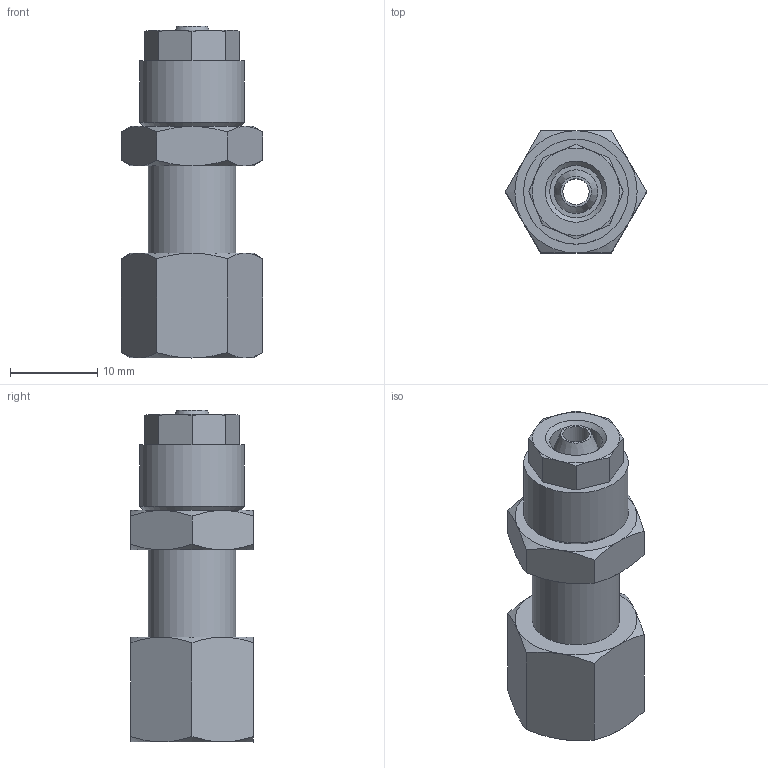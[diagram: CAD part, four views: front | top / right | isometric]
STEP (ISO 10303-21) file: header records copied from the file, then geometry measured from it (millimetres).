
FILE_DESCRIPTION(( 'MC.43.06.18.STP' ), '1');
FILE_NAME( 'MC.43.06.18.STP', '2018-10-02T09:27:57',( 'Sopra'),('sopra-pneumatic.com'), 'SwSTEP 2.0','SolidWorks 2009','' );
FILE_SCHEMA (('AUTOMOTIVE_DESIGN { 1 0 10303 214 1 1 1 1 }'));
Length unit declared in the file: millimetre
Products named in the file (4): Root; R10521; Kontermutter; 17005
Assembly tree (3 placements, depth 2):
  Root
    R10521
    Kontermutter
    17005
Bounding box: 16.17 x 14 x 38 mm (x, y, z)
Volume: 4001.3 mm3; surface area: 3438 mm2
Topology: 3 solids, 3 shells, 81 faces, 177 edges, 107 vertices
Faces by surface type: cone 41, plane 31, cylinder 8, torus 1
Full cylindrical faces by diameter (mm): 3 x1, 4.6 x1, 6 x1, 8.566 x1, 8.773 x2, 10 x1, 12 x1
Entity records: 3672 total; most frequent: DIRECTION 446, CARTESIAN_POINT 335, PRESENTATION_STYLE_ASSIGNMENT 303, COLOUR_RGB 301, DRAUGHTING_PRE_DEFINED_CURVE_FONT 300, CURVE_STYLE 300, OVER_RIDING_STYLED_ITEM 300, ORIENTED_EDGE 300
